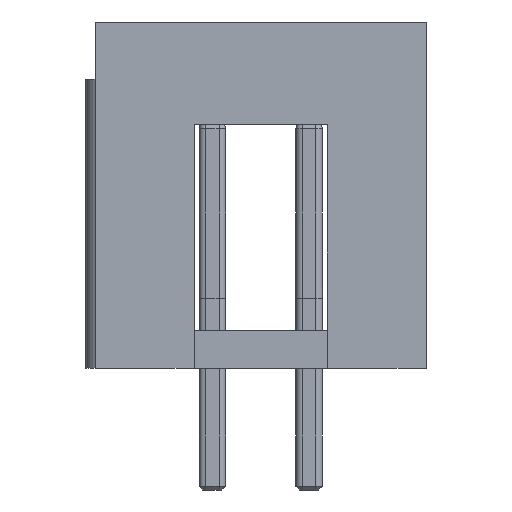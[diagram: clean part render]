
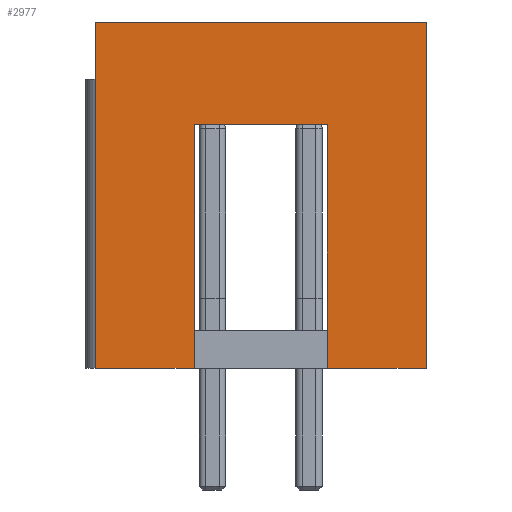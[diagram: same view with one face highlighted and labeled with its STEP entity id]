
A CAD part, left-side view. The second image highlights one B-rep face of the part: STEP entity #2977.
In plain terms, the highlighted planar face has unit normal (-1, 0, 0).
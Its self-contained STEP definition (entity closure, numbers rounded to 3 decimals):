
#69 = PLANE('',#70);
#70 = AXIS2_PLACEMENT_3D('',#71,#72,#73);
#71 = CARTESIAN_POINT('',(0.,0.,0.));
#72 = DIRECTION('',(0.,0.,1.));
#73 = DIRECTION('',(1.,0.,-0.));
#94 = VERTEX_POINT('',#95);
#95 = CARTESIAN_POINT('',(-10.34,4.35,0.));
#109 = PLANE('',#110);
#110 = AXIS2_PLACEMENT_3D('',#111,#112,#113);
#111 = CARTESIAN_POINT('',(10.34,4.35,0.));
#112 = DIRECTION('',(0.,-1.,0.));
#113 = DIRECTION('',(-1.,0.,0.));
#121 = EDGE_CURVE('',#94,#122,#124,.T.);
#122 = VERTEX_POINT('',#123);
#123 = CARTESIAN_POINT('',(-10.34,1.75,0.));
#124 = SURFACE_CURVE('',#125,(#129,#136),.PCURVE_S1.);
#125 = LINE('',#126,#127);
#126 = CARTESIAN_POINT('',(-10.34,4.35,0.));
#127 = VECTOR('',#128,1.);
#128 = DIRECTION('',(0.,-1.,0.));
#129 = PCURVE('',#69,#130);
#130 = DEFINITIONAL_REPRESENTATION('',(#131),#135);
#131 = LINE('',#132,#133);
#132 = CARTESIAN_POINT('',(-10.34,4.35));
#133 = VECTOR('',#134,1.);
#134 = DIRECTION('',(0.,-1.));
#135 = ( GEOMETRIC_REPRESENTATION_CONTEXT(2) 
PARAMETRIC_REPRESENTATION_CONTEXT() REPRESENTATION_CONTEXT('2D SPACE',''
  ) );
#136 = PCURVE('',#137,#142);
#137 = PLANE('',#138);
#138 = AXIS2_PLACEMENT_3D('',#139,#140,#141);
#139 = CARTESIAN_POINT('',(-10.34,4.35,0.));
#140 = DIRECTION('',(1.,0.,-0.));
#141 = DIRECTION('',(0.,-1.,0.));
#142 = DEFINITIONAL_REPRESENTATION('',(#143),#147);
#143 = LINE('',#144,#145);
#144 = CARTESIAN_POINT('',(0.,0.));
#145 = VECTOR('',#146,1.);
#146 = DIRECTION('',(1.,0.));
#147 = ( GEOMETRIC_REPRESENTATION_CONTEXT(2) 
PARAMETRIC_REPRESENTATION_CONTEXT() REPRESENTATION_CONTEXT('2D SPACE',''
  ) );
#165 = PLANE('',#166);
#166 = AXIS2_PLACEMENT_3D('',#167,#168,#169);
#167 = CARTESIAN_POINT('',(-9.34,1.75,0.));
#168 = DIRECTION('',(0.,-1.,0.));
#169 = DIRECTION('',(-1.,0.,0.));
#206 = VERTEX_POINT('',#207);
#207 = CARTESIAN_POINT('',(-10.34,-1.75,0.));
#221 = PLANE('',#222);
#222 = AXIS2_PLACEMENT_3D('',#223,#224,#225);
#223 = CARTESIAN_POINT('',(-10.34,-1.75,0.));
#224 = DIRECTION('',(0.,1.,0.));
#225 = DIRECTION('',(1.,0.,0.));
#233 = EDGE_CURVE('',#206,#234,#236,.T.);
#234 = VERTEX_POINT('',#235);
#235 = CARTESIAN_POINT('',(-10.34,-4.35,0.));
#236 = SURFACE_CURVE('',#237,(#241,#248),.PCURVE_S1.);
#237 = LINE('',#238,#239);
#238 = CARTESIAN_POINT('',(-10.34,4.35,0.));
#239 = VECTOR('',#240,1.);
#240 = DIRECTION('',(0.,-1.,0.));
#241 = PCURVE('',#69,#242);
#242 = DEFINITIONAL_REPRESENTATION('',(#243),#247);
#243 = LINE('',#244,#245);
#244 = CARTESIAN_POINT('',(-10.34,4.35));
#245 = VECTOR('',#246,1.);
#246 = DIRECTION('',(0.,-1.));
#247 = ( GEOMETRIC_REPRESENTATION_CONTEXT(2) 
PARAMETRIC_REPRESENTATION_CONTEXT() REPRESENTATION_CONTEXT('2D SPACE',''
  ) );
#248 = PCURVE('',#137,#249);
#249 = DEFINITIONAL_REPRESENTATION('',(#250),#254);
#250 = LINE('',#251,#252);
#251 = CARTESIAN_POINT('',(0.,0.));
#252 = VECTOR('',#253,1.);
#253 = DIRECTION('',(1.,0.));
#254 = ( GEOMETRIC_REPRESENTATION_CONTEXT(2) 
PARAMETRIC_REPRESENTATION_CONTEXT() REPRESENTATION_CONTEXT('2D SPACE',''
  ) );
#272 = PLANE('',#273);
#273 = AXIS2_PLACEMENT_3D('',#274,#275,#276);
#274 = CARTESIAN_POINT('',(-10.34,-4.35,0.));
#275 = DIRECTION('',(0.,1.,0.));
#276 = DIRECTION('',(1.,0.,0.));
#2813 = VERTEX_POINT('',#2814);
#2814 = CARTESIAN_POINT('',(-10.34,4.35,9.1));
#2828 = PLANE('',#2829);
#2829 = AXIS2_PLACEMENT_3D('',#2830,#2831,#2832);
#2830 = CARTESIAN_POINT('',(0.,0.,9.1));
#2831 = DIRECTION('',(0.,0.,1.));
#2832 = DIRECTION('',(1.,0.,-0.));
#2840 = EDGE_CURVE('',#94,#2813,#2841,.T.);
#2841 = SURFACE_CURVE('',#2842,(#2846,#2853),.PCURVE_S1.);
#2842 = LINE('',#2843,#2844);
#2843 = CARTESIAN_POINT('',(-10.34,4.35,0.));
#2844 = VECTOR('',#2845,1.);
#2845 = DIRECTION('',(0.,0.,1.));
#2846 = PCURVE('',#109,#2847);
#2847 = DEFINITIONAL_REPRESENTATION('',(#2848),#2852);
#2848 = LINE('',#2849,#2850);
#2849 = CARTESIAN_POINT('',(20.68,0.));
#2850 = VECTOR('',#2851,1.);
#2851 = DIRECTION('',(0.,-1.));
#2852 = ( GEOMETRIC_REPRESENTATION_CONTEXT(2) 
PARAMETRIC_REPRESENTATION_CONTEXT() REPRESENTATION_CONTEXT('2D SPACE',''
  ) );
#2853 = PCURVE('',#137,#2854);
#2854 = DEFINITIONAL_REPRESENTATION('',(#2855),#2859);
#2855 = LINE('',#2856,#2857);
#2856 = CARTESIAN_POINT('',(0.,0.));
#2857 = VECTOR('',#2858,1.);
#2858 = DIRECTION('',(0.,-1.));
#2859 = ( GEOMETRIC_REPRESENTATION_CONTEXT(2) 
PARAMETRIC_REPRESENTATION_CONTEXT() REPRESENTATION_CONTEXT('2D SPACE',''
  ) );
#2977 = ADVANCED_FACE('',(#2978),#137,.F.);
#2978 = FACE_BOUND('',#2979,.F.);
#2979 = EDGE_LOOP('',(#2980,#2981,#2982,#3005,#3026,#3027,#3050,#3078));
#2980 = ORIENTED_EDGE('',*,*,#121,.F.);
#2981 = ORIENTED_EDGE('',*,*,#2840,.T.);
#2982 = ORIENTED_EDGE('',*,*,#2983,.T.);
#2983 = EDGE_CURVE('',#2813,#2984,#2986,.T.);
#2984 = VERTEX_POINT('',#2985);
#2985 = CARTESIAN_POINT('',(-10.34,-4.35,9.1));
#2986 = SURFACE_CURVE('',#2987,(#2991,#2998),.PCURVE_S1.);
#2987 = LINE('',#2988,#2989);
#2988 = CARTESIAN_POINT('',(-10.34,4.35,9.1));
#2989 = VECTOR('',#2990,1.);
#2990 = DIRECTION('',(0.,-1.,0.));
#2991 = PCURVE('',#137,#2992);
#2992 = DEFINITIONAL_REPRESENTATION('',(#2993),#2997);
#2993 = LINE('',#2994,#2995);
#2994 = CARTESIAN_POINT('',(0.,-9.1));
#2995 = VECTOR('',#2996,1.);
#2996 = DIRECTION('',(1.,0.));
#2997 = ( GEOMETRIC_REPRESENTATION_CONTEXT(2) 
PARAMETRIC_REPRESENTATION_CONTEXT() REPRESENTATION_CONTEXT('2D SPACE',''
  ) );
#2998 = PCURVE('',#2828,#2999);
#2999 = DEFINITIONAL_REPRESENTATION('',(#3000),#3004);
#3000 = LINE('',#3001,#3002);
#3001 = CARTESIAN_POINT('',(-10.34,4.35));
#3002 = VECTOR('',#3003,1.);
#3003 = DIRECTION('',(0.,-1.));
#3004 = ( GEOMETRIC_REPRESENTATION_CONTEXT(2) 
PARAMETRIC_REPRESENTATION_CONTEXT() REPRESENTATION_CONTEXT('2D SPACE',''
  ) );
#3005 = ORIENTED_EDGE('',*,*,#3006,.F.);
#3006 = EDGE_CURVE('',#234,#2984,#3007,.T.);
#3007 = SURFACE_CURVE('',#3008,(#3012,#3019),.PCURVE_S1.);
#3008 = LINE('',#3009,#3010);
#3009 = CARTESIAN_POINT('',(-10.34,-4.35,0.));
#3010 = VECTOR('',#3011,1.);
#3011 = DIRECTION('',(0.,0.,1.));
#3012 = PCURVE('',#137,#3013);
#3013 = DEFINITIONAL_REPRESENTATION('',(#3014),#3018);
#3014 = LINE('',#3015,#3016);
#3015 = CARTESIAN_POINT('',(8.7,0.));
#3016 = VECTOR('',#3017,1.);
#3017 = DIRECTION('',(0.,-1.));
#3018 = ( GEOMETRIC_REPRESENTATION_CONTEXT(2) 
PARAMETRIC_REPRESENTATION_CONTEXT() REPRESENTATION_CONTEXT('2D SPACE',''
  ) );
#3019 = PCURVE('',#272,#3020);
#3020 = DEFINITIONAL_REPRESENTATION('',(#3021),#3025);
#3021 = LINE('',#3022,#3023);
#3022 = CARTESIAN_POINT('',(0.,0.));
#3023 = VECTOR('',#3024,1.);
#3024 = DIRECTION('',(0.,-1.));
#3025 = ( GEOMETRIC_REPRESENTATION_CONTEXT(2) 
PARAMETRIC_REPRESENTATION_CONTEXT() REPRESENTATION_CONTEXT('2D SPACE',''
  ) );
#3026 = ORIENTED_EDGE('',*,*,#233,.F.);
#3027 = ORIENTED_EDGE('',*,*,#3028,.T.);
#3028 = EDGE_CURVE('',#206,#3029,#3031,.T.);
#3029 = VERTEX_POINT('',#3030);
#3030 = CARTESIAN_POINT('',(-10.34,-1.75,6.4));
#3031 = SURFACE_CURVE('',#3032,(#3036,#3043),.PCURVE_S1.);
#3032 = LINE('',#3033,#3034);
#3033 = CARTESIAN_POINT('',(-10.34,-1.75,0.));
#3034 = VECTOR('',#3035,1.);
#3035 = DIRECTION('',(0.,0.,1.));
#3036 = PCURVE('',#137,#3037);
#3037 = DEFINITIONAL_REPRESENTATION('',(#3038),#3042);
#3038 = LINE('',#3039,#3040);
#3039 = CARTESIAN_POINT('',(6.1,0.));
#3040 = VECTOR('',#3041,1.);
#3041 = DIRECTION('',(0.,-1.));
#3042 = ( GEOMETRIC_REPRESENTATION_CONTEXT(2) 
PARAMETRIC_REPRESENTATION_CONTEXT() REPRESENTATION_CONTEXT('2D SPACE',''
  ) );
#3043 = PCURVE('',#221,#3044);
#3044 = DEFINITIONAL_REPRESENTATION('',(#3045),#3049);
#3045 = LINE('',#3046,#3047);
#3046 = CARTESIAN_POINT('',(0.,0.));
#3047 = VECTOR('',#3048,1.);
#3048 = DIRECTION('',(0.,-1.));
#3049 = ( GEOMETRIC_REPRESENTATION_CONTEXT(2) 
PARAMETRIC_REPRESENTATION_CONTEXT() REPRESENTATION_CONTEXT('2D SPACE',''
  ) );
#3050 = ORIENTED_EDGE('',*,*,#3051,.F.);
#3051 = EDGE_CURVE('',#3052,#3029,#3054,.T.);
#3052 = VERTEX_POINT('',#3053);
#3053 = CARTESIAN_POINT('',(-10.34,1.75,6.4));
#3054 = SURFACE_CURVE('',#3055,(#3059,#3066),.PCURVE_S1.);
#3055 = LINE('',#3056,#3057);
#3056 = CARTESIAN_POINT('',(-10.34,1.75,6.4));
#3057 = VECTOR('',#3058,1.);
#3058 = DIRECTION('',(0.,-1.,0.));
#3059 = PCURVE('',#137,#3060);
#3060 = DEFINITIONAL_REPRESENTATION('',(#3061),#3065);
#3061 = LINE('',#3062,#3063);
#3062 = CARTESIAN_POINT('',(2.6,-6.4));
#3063 = VECTOR('',#3064,1.);
#3064 = DIRECTION('',(1.,0.));
#3065 = ( GEOMETRIC_REPRESENTATION_CONTEXT(2) 
PARAMETRIC_REPRESENTATION_CONTEXT() REPRESENTATION_CONTEXT('2D SPACE',''
  ) );
#3066 = PCURVE('',#3067,#3072);
#3067 = PLANE('',#3068);
#3068 = AXIS2_PLACEMENT_3D('',#3069,#3070,#3071);
#3069 = CARTESIAN_POINT('',(-9.84,0.,6.4));
#3070 = DIRECTION('',(0.,0.,1.));
#3071 = DIRECTION('',(1.,0.,-0.));
#3072 = DEFINITIONAL_REPRESENTATION('',(#3073),#3077);
#3073 = LINE('',#3074,#3075);
#3074 = CARTESIAN_POINT('',(-0.5,1.75));
#3075 = VECTOR('',#3076,1.);
#3076 = DIRECTION('',(0.,-1.));
#3077 = ( GEOMETRIC_REPRESENTATION_CONTEXT(2) 
PARAMETRIC_REPRESENTATION_CONTEXT() REPRESENTATION_CONTEXT('2D SPACE',''
  ) );
#3078 = ORIENTED_EDGE('',*,*,#3079,.F.);
#3079 = EDGE_CURVE('',#122,#3052,#3080,.T.);
#3080 = SURFACE_CURVE('',#3081,(#3085,#3092),.PCURVE_S1.);
#3081 = LINE('',#3082,#3083);
#3082 = CARTESIAN_POINT('',(-10.34,1.75,0.));
#3083 = VECTOR('',#3084,1.);
#3084 = DIRECTION('',(0.,0.,1.));
#3085 = PCURVE('',#137,#3086);
#3086 = DEFINITIONAL_REPRESENTATION('',(#3087),#3091);
#3087 = LINE('',#3088,#3089);
#3088 = CARTESIAN_POINT('',(2.6,0.));
#3089 = VECTOR('',#3090,1.);
#3090 = DIRECTION('',(0.,-1.));
#3091 = ( GEOMETRIC_REPRESENTATION_CONTEXT(2) 
PARAMETRIC_REPRESENTATION_CONTEXT() REPRESENTATION_CONTEXT('2D SPACE',''
  ) );
#3092 = PCURVE('',#165,#3093);
#3093 = DEFINITIONAL_REPRESENTATION('',(#3094),#3098);
#3094 = LINE('',#3095,#3096);
#3095 = CARTESIAN_POINT('',(1.,0.));
#3096 = VECTOR('',#3097,1.);
#3097 = DIRECTION('',(0.,-1.));
#3098 = ( GEOMETRIC_REPRESENTATION_CONTEXT(2) 
PARAMETRIC_REPRESENTATION_CONTEXT() REPRESENTATION_CONTEXT('2D SPACE',''
  ) );
